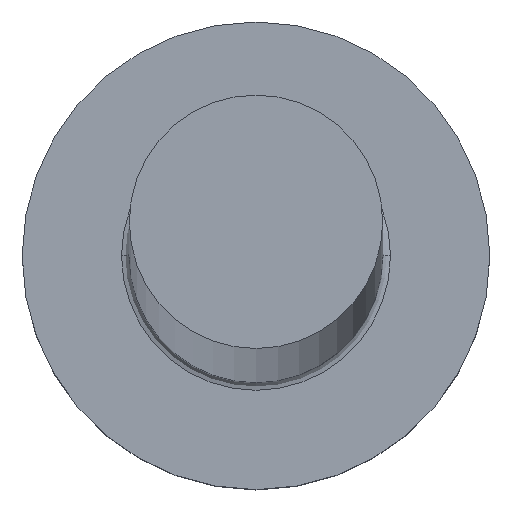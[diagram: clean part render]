
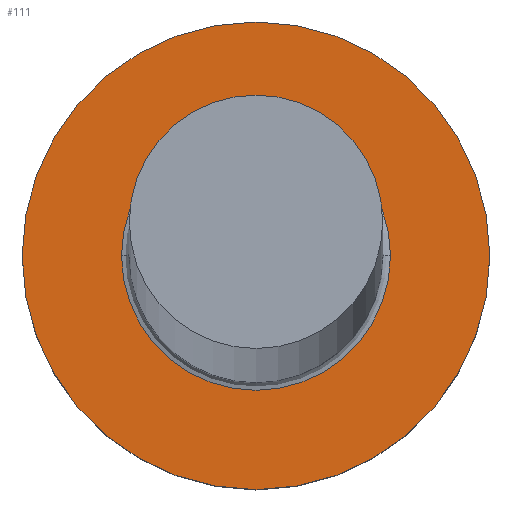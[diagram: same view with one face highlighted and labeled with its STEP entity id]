
A CAD part, top view. The second image highlights one B-rep face of the part: STEP entity #111.
In plain terms, the highlighted planar face has unit normal (0, 0, 1).
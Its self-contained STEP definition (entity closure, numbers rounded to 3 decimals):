
#16 = CARTESIAN_POINT ( 'NONE',  ( 0., 0., 5. ) ) ;
#18 = PLANE ( 'NONE',  #63 ) ;
#19 = DIRECTION ( 'NONE',  ( 0., 0., 1. ) ) ;
#35 = VERTEX_POINT ( 'NONE', #182 ) ;
#36 = CIRCLE ( 'NONE', #187, 6. ) ;
#61 = ORIENTED_EDGE ( 'NONE', *, *, #70, .T. ) ;
#63 = AXIS2_PLACEMENT_3D ( 'NONE', #16, #185, #186 ) ;
#66 = EDGE_LOOP ( 'NONE', ( #203, #132 ) ) ;
#70 = EDGE_CURVE ( 'NONE', #288, #107, #36, .T. ) ;
#74 = AXIS2_PLACEMENT_3D ( 'NONE', #140, #115, #232 ) ;
#88 = CIRCLE ( 'NONE', #230, 3.45 ) ;
#90 = ORIENTED_EDGE ( 'NONE', *, *, #297, .T. ) ;
#93 = CARTESIAN_POINT ( 'NONE',  ( 0., 0., 5. ) ) ;
#97 = CARTESIAN_POINT ( 'NONE',  ( 0., 0., 5. ) ) ;
#107 = VERTEX_POINT ( 'NONE', #279 ) ;
#111 = ADVANCED_FACE ( 'NONE', ( #256, #164 ), #18, .T. ) ;
#112 = VERTEX_POINT ( 'NONE', #276 ) ;
#115 = DIRECTION ( 'NONE',  ( 0., 0., -1. ) ) ;
#126 = DIRECTION ( 'NONE',  ( 0., 0., 1. ) ) ;
#127 = DIRECTION ( 'NONE',  ( 0., 0., -1. ) ) ;
#132 = ORIENTED_EDGE ( 'NONE', *, *, #147, .T. ) ;
#134 = EDGE_LOOP ( 'NONE', ( #90, #61 ) ) ;
#140 = CARTESIAN_POINT ( 'NONE',  ( 0., 0., 5. ) ) ;
#147 = EDGE_CURVE ( 'NONE', #35, #112, #202, .T. ) ;
#164 = FACE_OUTER_BOUND ( 'NONE', #134, .T. ) ;
#182 = CARTESIAN_POINT ( 'NONE',  ( -3.45, 0., 5. ) ) ;
#185 = DIRECTION ( 'NONE',  ( 0., 0., 1. ) ) ;
#186 = DIRECTION ( 'NONE',  ( 1., 0., 0. ) ) ;
#187 = AXIS2_PLACEMENT_3D ( 'NONE', #93, #19, #206 ) ;
#188 = DIRECTION ( 'NONE',  ( 1., 0., 0. ) ) ;
#190 = CARTESIAN_POINT ( 'NONE',  ( 6., 0., 5. ) ) ;
#192 = CARTESIAN_POINT ( 'NONE',  ( 0., 0., 5. ) ) ;
#202 = CIRCLE ( 'NONE', #74, 3.45 ) ;
#203 = ORIENTED_EDGE ( 'NONE', *, *, #252, .T. ) ;
#206 = DIRECTION ( 'NONE',  ( 1., 0., 0. ) ) ;
#224 = AXIS2_PLACEMENT_3D ( 'NONE', #192, #126, #282 ) ;
#230 = AXIS2_PLACEMENT_3D ( 'NONE', #97, #127, #188 ) ;
#232 = DIRECTION ( 'NONE',  ( 1., 0., 0. ) ) ;
#252 = EDGE_CURVE ( 'NONE', #112, #35, #88, .T. ) ;
#256 = FACE_BOUND ( 'NONE', #66, .T. ) ;
#259 = CIRCLE ( 'NONE', #224, 6. ) ;
#276 = CARTESIAN_POINT ( 'NONE',  ( 3.45, 0., 5. ) ) ;
#279 = CARTESIAN_POINT ( 'NONE',  ( -6., 0., 5. ) ) ;
#282 = DIRECTION ( 'NONE',  ( 1., 0., 0. ) ) ;
#288 = VERTEX_POINT ( 'NONE', #190 ) ;
#297 = EDGE_CURVE ( 'NONE', #107, #288, #259, .T. ) ;
